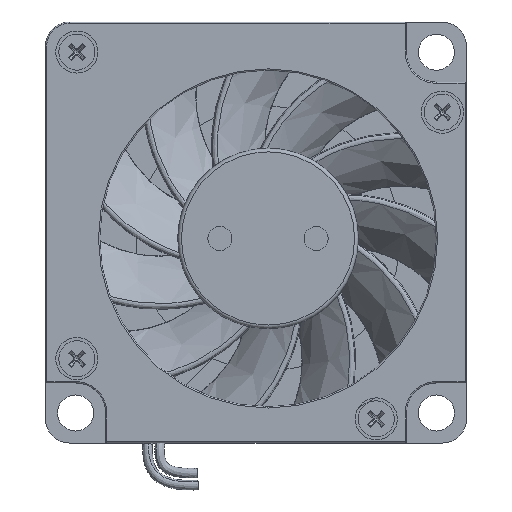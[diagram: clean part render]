
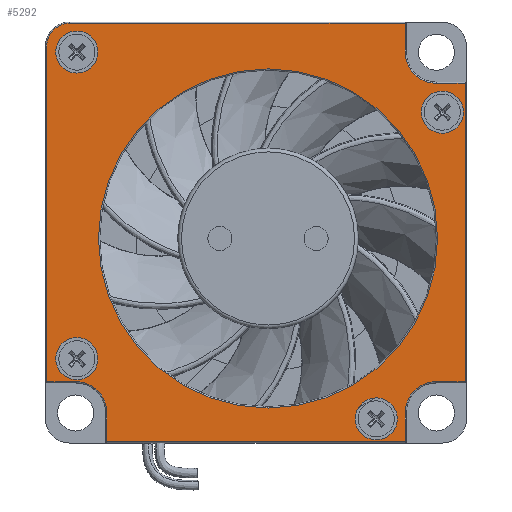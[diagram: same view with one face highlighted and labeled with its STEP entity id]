
A CAD part, top view. The second image highlights one B-rep face of the part: STEP entity #5292.
In plain terms, the highlighted planar face has unit normal (0, 0, 1).
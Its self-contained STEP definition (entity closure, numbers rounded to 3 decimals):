
#514=FACE_BOUND('',#1066,.T.);
#515=FACE_BOUND('',#1067,.T.);
#516=FACE_BOUND('',#1068,.T.);
#517=FACE_BOUND('',#1069,.T.);
#518=FACE_BOUND('',#1070,.T.);
#575=PLANE('',#5918);
#727=FACE_OUTER_BOUND('',#1065,.T.);
#1065=EDGE_LOOP('',(#4015,#4016,#4017,#4018,#4019,#4020,#4021,#4022,#4023,
#4024,#4025,#4026,#4027,#4028));
#1066=EDGE_LOOP('',(#4029,#4030));
#1067=EDGE_LOOP('',(#4031,#4032));
#1068=EDGE_LOOP('',(#4033));
#1069=EDGE_LOOP('',(#4034));
#1070=EDGE_LOOP('',(#4035));
#1447=LINE('',#7991,#1748);
#1448=LINE('',#7995,#1749);
#1449=LINE('',#7997,#1750);
#1450=LINE('',#8001,#1751);
#1451=LINE('',#8003,#1752);
#1452=LINE('',#8007,#1753);
#1453=LINE('',#8009,#1754);
#1454=LINE('',#8011,#1755);
#1455=LINE('',#8015,#1756);
#1456=LINE('',#8016,#1757);
#1748=VECTOR('',#6778,2.4);
#1749=VECTOR('',#6781,2.4);
#1750=VECTOR('',#6782,27.9);
#1751=VECTOR('',#6785,27.9);
#1752=VECTOR('',#6786,2.4);
#1753=VECTOR('',#6789,2.4);
#1754=VECTOR('',#6790,24.8);
#1755=VECTOR('',#6791,2.4);
#1756=VECTOR('',#6794,2.4);
#1757=VECTOR('',#6795,24.8);
#2034=CIRCLE('',#5916,14.1);
#2035=CIRCLE('',#5917,14.1);
#2036=CIRCLE('',#5919,2.6);
#2037=CIRCLE('',#5920,1.9);
#2038=CIRCLE('',#5921,2.6);
#2039=CIRCLE('',#5922,2.6);
#2040=CIRCLE('',#5923,1.75);
#2041=CIRCLE('',#5924,1.75);
#2042=CIRCLE('',#5925,1.75);
#2043=CIRCLE('',#5926,1.75);
#2044=CIRCLE('',#5927,1.75);
#2324=VERTEX_POINT('',#7983);
#2325=VERTEX_POINT('',#7985);
#2326=VERTEX_POINT('',#7989);
#2327=VERTEX_POINT('',#7990);
#2328=VERTEX_POINT('',#7992);
#2329=VERTEX_POINT('',#7994);
#2330=VERTEX_POINT('',#7996);
#2331=VERTEX_POINT('',#7998);
#2332=VERTEX_POINT('',#8000);
#2333=VERTEX_POINT('',#8002);
#2334=VERTEX_POINT('',#8004);
#2335=VERTEX_POINT('',#8006);
#2336=VERTEX_POINT('',#8008);
#2337=VERTEX_POINT('',#8010);
#2338=VERTEX_POINT('',#8012);
#2339=VERTEX_POINT('',#8014);
#2340=VERTEX_POINT('',#8017);
#2341=VERTEX_POINT('',#8018);
#2342=VERTEX_POINT('',#8021);
#2343=VERTEX_POINT('',#8023);
#2344=VERTEX_POINT('',#8025);
#2940=EDGE_CURVE('',#2324,#2325,#2034,.T.);
#2941=EDGE_CURVE('',#2325,#2324,#2035,.T.);
#2942=EDGE_CURVE('',#2326,#2327,#1447,.T.);
#2943=EDGE_CURVE('',#2328,#2326,#2036,.T.);
#2944=EDGE_CURVE('',#2329,#2328,#1448,.T.);
#2945=EDGE_CURVE('',#2329,#2330,#1449,.T.);
#2946=EDGE_CURVE('',#2330,#2331,#2037,.T.);
#2947=EDGE_CURVE('',#2331,#2332,#1450,.T.);
#2948=EDGE_CURVE('',#2332,#2333,#1451,.T.);
#2949=EDGE_CURVE('',#2333,#2334,#2038,.T.);
#2950=EDGE_CURVE('',#2334,#2335,#1452,.T.);
#2951=EDGE_CURVE('',#2335,#2336,#1453,.T.);
#2952=EDGE_CURVE('',#2337,#2336,#1454,.T.);
#2953=EDGE_CURVE('',#2338,#2337,#2039,.T.);
#2954=EDGE_CURVE('',#2339,#2338,#1455,.T.);
#2955=EDGE_CURVE('',#2339,#2327,#1456,.T.);
#2956=EDGE_CURVE('',#2340,#2341,#2040,.T.);
#2957=EDGE_CURVE('',#2341,#2340,#2041,.T.);
#2958=EDGE_CURVE('',#2342,#2342,#2042,.T.);
#2959=EDGE_CURVE('',#2343,#2343,#2043,.T.);
#2960=EDGE_CURVE('',#2344,#2344,#2044,.T.);
#4015=ORIENTED_EDGE('',*,*,#2942,.F.);
#4016=ORIENTED_EDGE('',*,*,#2943,.F.);
#4017=ORIENTED_EDGE('',*,*,#2944,.F.);
#4018=ORIENTED_EDGE('',*,*,#2945,.T.);
#4019=ORIENTED_EDGE('',*,*,#2946,.T.);
#4020=ORIENTED_EDGE('',*,*,#2947,.T.);
#4021=ORIENTED_EDGE('',*,*,#2948,.T.);
#4022=ORIENTED_EDGE('',*,*,#2949,.T.);
#4023=ORIENTED_EDGE('',*,*,#2950,.T.);
#4024=ORIENTED_EDGE('',*,*,#2951,.T.);
#4025=ORIENTED_EDGE('',*,*,#2952,.F.);
#4026=ORIENTED_EDGE('',*,*,#2953,.F.);
#4027=ORIENTED_EDGE('',*,*,#2954,.F.);
#4028=ORIENTED_EDGE('',*,*,#2955,.T.);
#4029=ORIENTED_EDGE('',*,*,#2941,.F.);
#4030=ORIENTED_EDGE('',*,*,#2940,.F.);
#4031=ORIENTED_EDGE('',*,*,#2956,.F.);
#4032=ORIENTED_EDGE('',*,*,#2957,.F.);
#4033=ORIENTED_EDGE('',*,*,#2958,.F.);
#4034=ORIENTED_EDGE('',*,*,#2959,.F.);
#4035=ORIENTED_EDGE('',*,*,#2960,.F.);
#5292=ADVANCED_FACE('',(#727,#514,#515,#516,#517,#518),#575,.T.);
#5916=AXIS2_PLACEMENT_3D('',#7986,#6772,#6773);
#5917=AXIS2_PLACEMENT_3D('',#7987,#6774,#6775);
#5918=AXIS2_PLACEMENT_3D('',#7988,#6776,#6777);
#5919=AXIS2_PLACEMENT_3D('',#7993,#6779,#6780);
#5920=AXIS2_PLACEMENT_3D('',#7999,#6783,#6784);
#5921=AXIS2_PLACEMENT_3D('',#8005,#6787,#6788);
#5922=AXIS2_PLACEMENT_3D('',#8013,#6792,#6793);
#5923=AXIS2_PLACEMENT_3D('',#8019,#6796,#6797);
#5924=AXIS2_PLACEMENT_3D('',#8020,#6798,#6799);
#5925=AXIS2_PLACEMENT_3D('',#8022,#6800,#6801);
#5926=AXIS2_PLACEMENT_3D('',#8024,#6802,#6803);
#5927=AXIS2_PLACEMENT_3D('',#8026,#6804,#6805);
#6772=DIRECTION('center_axis',(0.,0.,1.));
#6773=DIRECTION('ref_axis',(-1.,0.,0.));
#6774=DIRECTION('center_axis',(0.,0.,1.));
#6775=DIRECTION('ref_axis',(-1.,0.,0.));
#6776=DIRECTION('center_axis',(0.,0.,1.));
#6777=DIRECTION('ref_axis',(1.,0.,0.));
#6778=DIRECTION('',(1.,0.,0.));
#6779=DIRECTION('center_axis',(0.,0.,1.));
#6780=DIRECTION('ref_axis',(-1.,0.,0.));
#6781=DIRECTION('',(0.,-1.,0.));
#6782=DIRECTION('',(-1.,0.,0.));
#6783=DIRECTION('center_axis',(0.,0.,1.));
#6784=DIRECTION('ref_axis',(0.,1.,0.));
#6785=DIRECTION('',(0.,-1.,0.));
#6786=DIRECTION('',(1.,0.,0.));
#6787=DIRECTION('center_axis',(0.,0.,-1.));
#6788=DIRECTION('ref_axis',(0.,1.,0.));
#6789=DIRECTION('',(0.,-1.,0.));
#6790=DIRECTION('',(1.,0.,0.));
#6791=DIRECTION('',(0.,-1.,0.));
#6792=DIRECTION('center_axis',(0.,0.,1.));
#6793=DIRECTION('ref_axis',(0.,1.,0.));
#6794=DIRECTION('',(-1.,0.,0.));
#6795=DIRECTION('',(0.,1.,0.));
#6796=DIRECTION('center_axis',(0.,0.,1.));
#6797=DIRECTION('ref_axis',(1.,0.,0.));
#6798=DIRECTION('center_axis',(0.,0.,1.));
#6799=DIRECTION('ref_axis',(1.,0.,0.));
#6800=DIRECTION('center_axis',(0.,0.,1.));
#6801=DIRECTION('ref_axis',(-1.,0.,0.));
#6802=DIRECTION('center_axis',(0.,0.,1.));
#6803=DIRECTION('ref_axis',(-1.,0.,0.));
#6804=DIRECTION('center_axis',(0.,0.,1.));
#6805=DIRECTION('ref_axis',(-1.,0.,0.));
#7983=CARTESIAN_POINT('',(-14.1,0.,10.));
#7985=CARTESIAN_POINT('',(14.1,0.,10.));
#7986=CARTESIAN_POINT('Origin',(0.,0.,
10.));
#7987=CARTESIAN_POINT('Origin',(0.,0.,
10.));
#7988=CARTESIAN_POINT('Origin',(0.,0.,10.));
#7989=CARTESIAN_POINT('',(14.,12.9,10.));
#7990=CARTESIAN_POINT('',(16.4,12.9,10.));
#7991=CARTESIAN_POINT('',(14.,12.9,10.));
#7992=CARTESIAN_POINT('',(11.4,15.5,10.));
#7993=CARTESIAN_POINT('Origin',(14.,15.5,10.));
#7994=CARTESIAN_POINT('',(11.4,17.9,10.));
#7995=CARTESIAN_POINT('',(11.4,17.9,10.));
#7996=CARTESIAN_POINT('',(-16.5,17.9,10.));
#7997=CARTESIAN_POINT('',(11.4,17.9,10.));
#7998=CARTESIAN_POINT('',(-18.4,16.,10.));
#7999=CARTESIAN_POINT('Origin',(-16.5,16.,10.));
#8000=CARTESIAN_POINT('',(-18.4,-11.9,10.));
#8001=CARTESIAN_POINT('',(-18.4,16.,10.));
#8002=CARTESIAN_POINT('',(-16.,-11.9,10.));
#8003=CARTESIAN_POINT('',(-18.4,-11.9,10.));
#8004=CARTESIAN_POINT('',(-13.4,-14.5,10.));
#8005=CARTESIAN_POINT('Origin',(-16.,-14.5,10.));
#8006=CARTESIAN_POINT('',(-13.4,-16.9,10.));
#8007=CARTESIAN_POINT('',(-13.4,-14.5,10.));
#8008=CARTESIAN_POINT('',(11.4,-16.9,10.));
#8009=CARTESIAN_POINT('',(-13.4,-16.9,10.));
#8010=CARTESIAN_POINT('',(11.4,-14.5,10.));
#8011=CARTESIAN_POINT('',(11.4,-14.5,10.));
#8012=CARTESIAN_POINT('',(14.,-11.9,10.));
#8013=CARTESIAN_POINT('Origin',(14.,-14.5,10.));
#8014=CARTESIAN_POINT('',(16.4,-11.9,10.));
#8015=CARTESIAN_POINT('',(16.4,-11.9,10.));
#8016=CARTESIAN_POINT('',(16.4,-11.9,10.));
#8017=CARTESIAN_POINT('',(-14.15,15.5,10.));
#8018=CARTESIAN_POINT('',(-17.65,15.5,10.));
#8019=CARTESIAN_POINT('Origin',(-15.9,15.5,10.));
#8020=CARTESIAN_POINT('Origin',(-15.9,15.5,10.));
#8021=CARTESIAN_POINT('',(-17.65,-10.,10.));
#8022=CARTESIAN_POINT('Origin',(-15.9,-10.,10.));
#8023=CARTESIAN_POINT('',(12.75,10.5,10.));
#8024=CARTESIAN_POINT('Origin',(14.5,10.5,10.));
#8025=CARTESIAN_POINT('',(7.25,-15.,10.));
#8026=CARTESIAN_POINT('Origin',(9.,-15.,10.));
